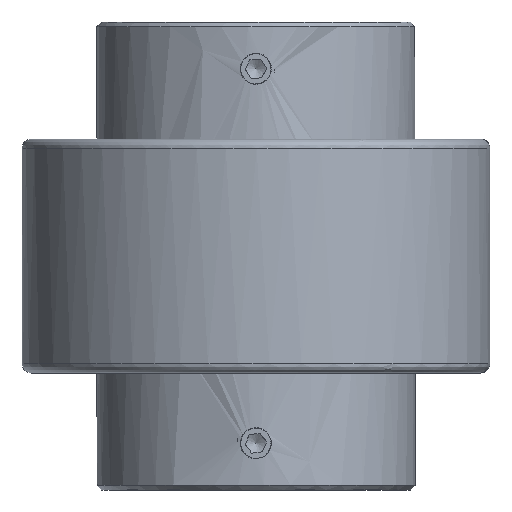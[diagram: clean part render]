
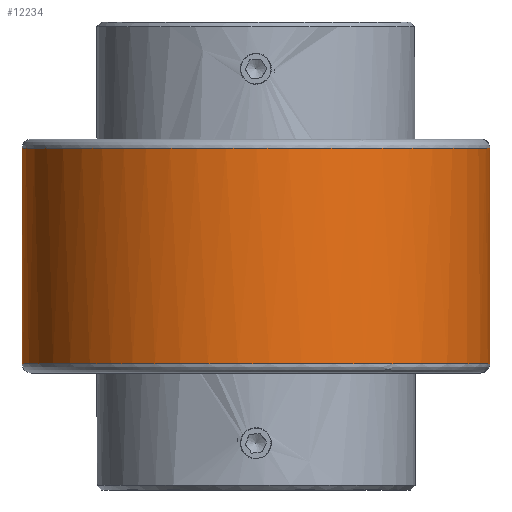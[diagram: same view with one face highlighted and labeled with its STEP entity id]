
A CAD part, front view. The second image highlights one B-rep face of the part: STEP entity #12234.
In plain terms, the highlighted free-form (B-spline) face has degree [2, 1] with [9, 2] control points.
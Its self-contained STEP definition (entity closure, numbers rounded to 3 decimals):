
#12189 = VERTEX_POINT('',#12190);
#12190 = CARTESIAN_POINT('',(79.104,5.008,
    59.475));
#12196 = EDGE_CURVE('',#12189,#12189,#12197,.T.);
#12197 = ( BOUNDED_CURVE() B_SPLINE_CURVE(2,(#12198,#12199,#12200,#12201
    ,#12202,#12203,#12204),.UNSPECIFIED.,.T.,.F.) 
B_SPLINE_CURVE_WITH_KNOTS((3,2,2,3),(3.142,5.236,
7.33,9.425),.PIECEWISE_BEZIER_KNOTS.) CURVE() 
GEOMETRIC_REPRESENTATION_ITEM() RATIONAL_B_SPLINE_CURVE((1.,0.5,1.,0.5,
1.,0.5,1.)) REPRESENTATION_ITEM('') );
#12198 = CARTESIAN_POINT('',(79.104,5.008,
    59.475));
#12199 = CARTESIAN_POINT('',(79.104,129.12,
    59.475));
#12200 = CARTESIAN_POINT('',(-28.38,67.064,
    59.475));
#12201 = CARTESIAN_POINT('',(-135.864,5.008,
    59.475));
#12202 = CARTESIAN_POINT('',(-28.38,-57.048,
    59.475));
#12203 = CARTESIAN_POINT('',(79.104,-119.104,
    59.475));
#12204 = CARTESIAN_POINT('',(79.104,5.008,
    59.475));
#12234 = ADVANCED_FACE('',(#12235),#12256,.T.);
#12235 = FACE_BOUND('',#12236,.T.);
#12236 = EDGE_LOOP('',(#12237,#12249,#12254,#12255));
#12237 = ORIENTED_EDGE('',*,*,#12238,.F.);
#12238 = EDGE_CURVE('',#12239,#12239,#12241,.T.);
#12239 = VERTEX_POINT('',#12240);
#12240 = CARTESIAN_POINT('',(79.104,5.008,
    -6.449));
#12241 = ( BOUNDED_CURVE() B_SPLINE_CURVE(2,(#12242,#12243,#12244,#12245
    ,#12246,#12247,#12248),.UNSPECIFIED.,.T.,.F.) 
B_SPLINE_CURVE_WITH_KNOTS((3,2,2,3),(3.142,5.236,
7.33,9.425),.PIECEWISE_BEZIER_KNOTS.) CURVE() 
GEOMETRIC_REPRESENTATION_ITEM() RATIONAL_B_SPLINE_CURVE((1.,0.5,1.,0.5,
1.,0.5,1.)) REPRESENTATION_ITEM('') );
#12242 = CARTESIAN_POINT('',(79.104,5.008,
    -6.449));
#12243 = CARTESIAN_POINT('',(79.104,-119.104,
    -6.449));
#12244 = CARTESIAN_POINT('',(-28.38,-57.048,
    -6.449));
#12245 = CARTESIAN_POINT('',(-135.864,5.008,
    -6.449));
#12246 = CARTESIAN_POINT('',(-28.38,67.064,
    -6.449));
#12247 = CARTESIAN_POINT('',(79.104,129.12,
    -6.449));
#12248 = CARTESIAN_POINT('',(79.104,5.008,
    -6.449));
#12249 = ORIENTED_EDGE('',*,*,#12250,.T.);
#12250 = EDGE_CURVE('',#12239,#12189,#12251,.T.);
#12251 = B_SPLINE_CURVE_WITH_KNOTS('',1,(#12252,#12253),.UNSPECIFIED.,
  .F.,.F.,(2,2),(-48.,-2.),.PIECEWISE_BEZIER_KNOTS.);
#12252 = CARTESIAN_POINT('',(79.104,5.008,
    -6.449));
#12253 = CARTESIAN_POINT('',(79.104,5.008,
    59.475));
#12254 = ORIENTED_EDGE('',*,*,#12196,.F.);
#12255 = ORIENTED_EDGE('',*,*,#12250,.F.);
#12256 = ( BOUNDED_SURFACE() B_SPLINE_SURFACE(2,1,(
    (#12257,#12258)
    ,(#12259,#12260)
    ,(#12261,#12262)
    ,(#12263,#12264)
    ,(#12265,#12266)
    ,(#12267,#12268)
    ,(#12269,#12270)
    ,(#12271,#12272)
    ,(#12273,#12274
)),.UNSPECIFIED.,.T.,.F.,.F.) B_SPLINE_SURFACE_WITH_KNOTS((3,2,2,2,3),(2
    ,2),(-3.142,-2.094,0.,2.094,3.142)
,(2.,48.),.UNSPECIFIED.) GEOMETRIC_REPRESENTATION_ITEM() 
RATIONAL_B_SPLINE_SURFACE((
    (0.75,0.75)
    ,(0.75,0.75)
    ,(1.,1.)
    ,(0.5,0.5)
    ,(1.,1.)
    ,(0.5,0.5)
    ,(1.,1.)
    ,(0.75,0.75)
,(0.75,0.75))) REPRESENTATION_ITEM('') SURFACE() );
#12257 = CARTESIAN_POINT('',(79.104,5.008,
    59.475));
#12258 = CARTESIAN_POINT('',(79.104,5.008,
    -6.449));
#12259 = CARTESIAN_POINT('',(79.104,-36.362,
    59.475));
#12260 = CARTESIAN_POINT('',(79.104,-36.362,
    -6.449));
#12261 = CARTESIAN_POINT('',(43.276,-57.048,
    59.475));
#12262 = CARTESIAN_POINT('',(43.276,-57.048,
    -6.449));
#12263 = CARTESIAN_POINT('',(-64.208,-119.104,
    59.475));
#12264 = CARTESIAN_POINT('',(-64.208,-119.104,
    -6.449));
#12265 = CARTESIAN_POINT('',(-64.208,5.008,
    59.475));
#12266 = CARTESIAN_POINT('',(-64.208,5.008,
    -6.449));
#12267 = CARTESIAN_POINT('',(-64.208,129.12,
    59.475));
#12268 = CARTESIAN_POINT('',(-64.208,129.12,
    -6.449));
#12269 = CARTESIAN_POINT('',(43.276,67.064,
    59.475));
#12270 = CARTESIAN_POINT('',(43.276,67.064,
    -6.449));
#12271 = CARTESIAN_POINT('',(79.104,46.379,
    59.475));
#12272 = CARTESIAN_POINT('',(79.104,46.379,
    -6.449));
#12273 = CARTESIAN_POINT('',(79.104,5.008,
    59.475));
#12274 = CARTESIAN_POINT('',(79.104,5.008,
    -6.449));
